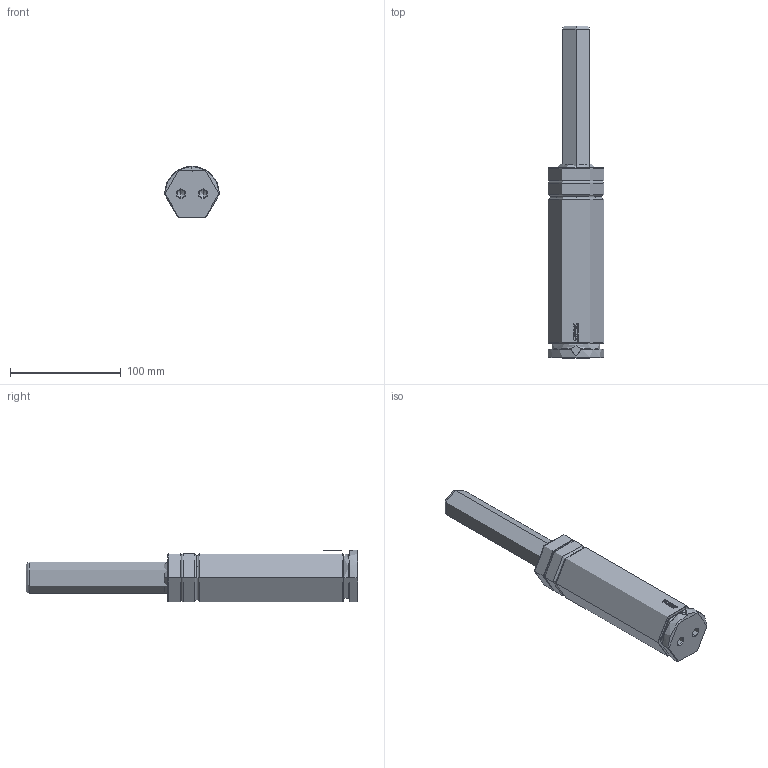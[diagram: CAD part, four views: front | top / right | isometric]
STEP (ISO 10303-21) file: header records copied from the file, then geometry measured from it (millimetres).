
FILE_DESCRIPTION (( 'STEP AP214' ), '1' );
FILE_NAME ('HS-EX1000-125.STEP', '2019-07-12T13:16:03', ( 'Metrol Springs' ), ( 'Hewlett-Packard Company' ), 'SwSTEP 2.0', 'SolidWorks 2017', '' );
FILE_SCHEMA (( 'AUTOMOTIVE_DESIGN' ));
Length unit declared in the file: millimetre
Products named in the file (3): HS-EX1000 Piston_HS-EX1000-125; HS-EX1000 Body_HS-EX1000-125; HS-EX1000-125
Assembly tree (2 placements, depth 2):
  HS-EX1000-125
    HS-EX1000 Body_HS-EX1000-125
    HS-EX1000 Piston_HS-EX1000-125
Bounding box: 50 x 300 x 46.66 mm (x, y, z)
Volume: 250462.9 mm3; surface area: 69720.2 mm2
Topology: 7 solids, 7 shells, 145 faces, 340 edges, 212 vertices
Faces by surface type: bspline 41, cylinder 37, plane 31, cone 21, torus 15
Entity records: 5800 total; most frequent: CARTESIAN_POINT 2563, ORIENTED_EDGE 668, DIRECTION 542, EDGE_CURVE 334, VERTEX_POINT 212, AXIS2_PLACEMENT_3D 206, EDGE_LOOP 158, FACE_OUTER_BOUND 145
